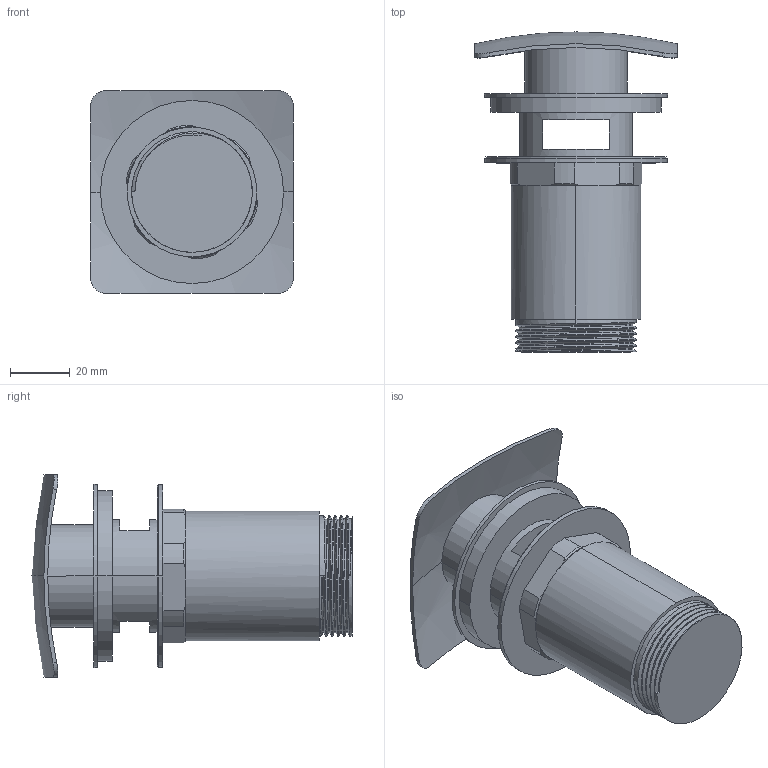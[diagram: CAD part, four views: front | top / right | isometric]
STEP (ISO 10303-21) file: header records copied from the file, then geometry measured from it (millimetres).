
FILE_DESCRIPTION (( 'STEP AP214' ), '1' );
FILE_NAME ('QUA.0025.STEP', '2022-12-06T08:37:30', ( 'Solid' ), ( '' ), 'SwSTEP 2.0', 'SolidWorks 2019', '' );
FILE_SCHEMA (( 'AUTOMOTIVE_DESIGN' ));
Length unit declared in the file: millimetre
Products named in the file (1): QUA.0025
Bounding box: 68 x 107.5 x 68 mm (x, y, z)
Volume: 145260.6 mm3; surface area: 36196.1 mm2
Topology: 1 solids, 2 shells, 93 faces, 228 edges, 145 vertices
Faces by surface type: cylinder 38, plane 37, cone 9, sphere 4, bspline 3, torus 2
Entity records: 4464 total; most frequent: CARTESIAN_POINT 1737, DIRECTION 456, ORIENTED_EDGE 456, EDGE_CURVE 228, AXIS2_PLACEMENT_3D 183, VERTEX_POINT 145, EDGE_LOOP 101, ADVANCED_FACE 93
